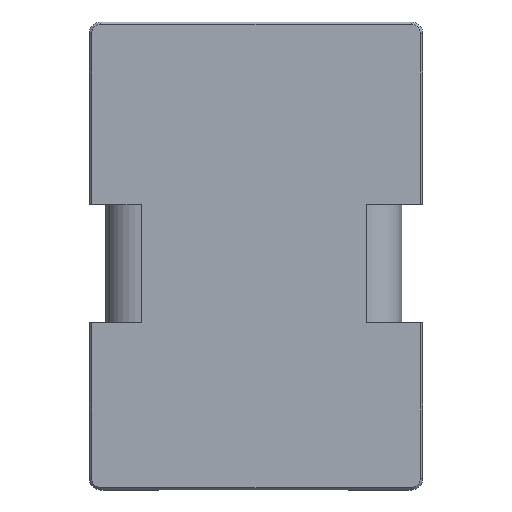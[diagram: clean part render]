
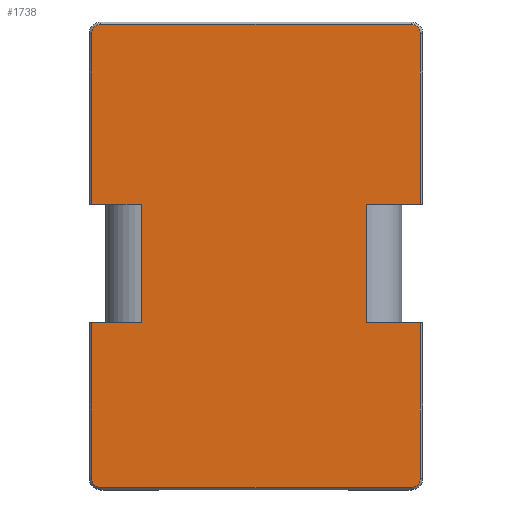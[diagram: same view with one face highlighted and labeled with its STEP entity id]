
A CAD part, top view. The second image highlights one B-rep face of the part: STEP entity #1738.
In plain terms, the highlighted planar face has unit normal (0, 0, 1).
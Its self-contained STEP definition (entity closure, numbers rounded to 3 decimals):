
#46=PLANE('',#1857);
#108=FACE_OUTER_BOUND('',#206,.T.);
#206=EDGE_LOOP('',(#1227,#1228,#1229,#1230,#1231,#1232,#1233,#1234,#1235,
#1236,#1237,#1238,#1239,#1240,#1241,#1242));
#298=CIRCLE('',#1845,0.8);
#300=CIRCLE('',#1848,0.8);
#304=CIRCLE('',#1858,0.8);
#305=CIRCLE('',#1859,0.8);
#368=LINE('',#2558,#566);
#370=LINE('',#2561,#568);
#374=LINE('',#2568,#572);
#380=LINE('',#2585,#578);
#385=LINE('',#2597,#583);
#386=LINE('',#2599,#584);
#387=LINE('',#2601,#585);
#388=LINE('',#2603,#586);
#389=LINE('',#2607,#587);
#390=LINE('',#2611,#588);
#391=LINE('',#2613,#589);
#392=LINE('',#2614,#590);
#566=VECTOR('',#2028,10.);
#568=VECTOR('',#2032,10.);
#572=VECTOR('',#2038,10.);
#578=VECTOR('',#2052,10.);
#583=VECTOR('',#2061,10.);
#584=VECTOR('',#2062,10.);
#585=VECTOR('',#2063,10.);
#586=VECTOR('',#2064,10.);
#587=VECTOR('',#2067,10.);
#588=VECTOR('',#2070,10.);
#589=VECTOR('',#2071,10.);
#590=VECTOR('',#2072,10.);
#759=VERTEX_POINT('',#2537);
#762=VERTEX_POINT('',#2542);
#763=VERTEX_POINT('',#2546);
#766=VERTEX_POINT('',#2551);
#768=VERTEX_POINT('',#2556);
#769=VERTEX_POINT('',#2564);
#777=VERTEX_POINT('',#2584);
#782=VERTEX_POINT('',#2596);
#783=VERTEX_POINT('',#2598);
#784=VERTEX_POINT('',#2600);
#785=VERTEX_POINT('',#2602);
#786=VERTEX_POINT('',#2604);
#787=VERTEX_POINT('',#2606);
#788=VERTEX_POINT('',#2608);
#789=VERTEX_POINT('',#2610);
#790=VERTEX_POINT('',#2612);
#930=EDGE_CURVE('',#762,#759,#298,.T.);
#934=EDGE_CURVE('',#766,#763,#300,.T.);
#936=EDGE_CURVE('',#768,#766,#368,.T.);
#938=EDGE_CURVE('',#763,#762,#370,.T.);
#942=EDGE_CURVE('',#759,#769,#374,.T.);
#950=EDGE_CURVE('',#777,#769,#380,.T.);
#956=EDGE_CURVE('',#768,#782,#385,.T.);
#957=EDGE_CURVE('',#782,#783,#386,.T.);
#958=EDGE_CURVE('',#784,#783,#387,.T.);
#959=EDGE_CURVE('',#785,#784,#388,.T.);
#960=EDGE_CURVE('',#786,#785,#304,.T.);
#961=EDGE_CURVE('',#787,#786,#389,.T.);
#962=EDGE_CURVE('',#788,#787,#305,.T.);
#963=EDGE_CURVE('',#789,#788,#390,.T.);
#964=EDGE_CURVE('',#789,#790,#391,.T.);
#965=EDGE_CURVE('',#777,#790,#392,.T.);
#1227=ORIENTED_EDGE('',*,*,#942,.F.);
#1228=ORIENTED_EDGE('',*,*,#930,.F.);
#1229=ORIENTED_EDGE('',*,*,#938,.F.);
#1230=ORIENTED_EDGE('',*,*,#934,.F.);
#1231=ORIENTED_EDGE('',*,*,#936,.F.);
#1232=ORIENTED_EDGE('',*,*,#956,.T.);
#1233=ORIENTED_EDGE('',*,*,#957,.T.);
#1234=ORIENTED_EDGE('',*,*,#958,.F.);
#1235=ORIENTED_EDGE('',*,*,#959,.F.);
#1236=ORIENTED_EDGE('',*,*,#960,.F.);
#1237=ORIENTED_EDGE('',*,*,#961,.F.);
#1238=ORIENTED_EDGE('',*,*,#962,.F.);
#1239=ORIENTED_EDGE('',*,*,#963,.F.);
#1240=ORIENTED_EDGE('',*,*,#964,.T.);
#1241=ORIENTED_EDGE('',*,*,#965,.F.);
#1242=ORIENTED_EDGE('',*,*,#950,.T.);
#1738=ADVANCED_FACE('',(#108),#46,.T.);
#1845=AXIS2_PLACEMENT_3D('',#2544,#2015,#2016);
#1848=AXIS2_PLACEMENT_3D('',#2553,#2023,#2024);
#1857=AXIS2_PLACEMENT_3D('',#2595,#2059,#2060);
#1858=AXIS2_PLACEMENT_3D('',#2605,#2065,#2066);
#1859=AXIS2_PLACEMENT_3D('',#2609,#2068,#2069);
#2015=DIRECTION('center_axis',(0.,0.,-1.));
#2016=DIRECTION('ref_axis',(0.707,0.707,0.));
#2023=DIRECTION('center_axis',(0.,0.,-1.));
#2024=DIRECTION('ref_axis',(-0.707,0.707,0.));
#2028=DIRECTION('',(0.,1.,0.));
#2032=DIRECTION('',(1.,0.,0.));
#2038=DIRECTION('',(0.,-1.,0.));
#2052=DIRECTION('',(1.,0.,0.));
#2059=DIRECTION('center_axis',(0.,0.,1.));
#2060=DIRECTION('ref_axis',(1.,0.,0.));
#2061=DIRECTION('',(1.,0.,0.));
#2062=DIRECTION('',(0.,-1.,0.));
#2063=DIRECTION('',(1.,0.,0.));
#2064=DIRECTION('',(0.,1.,0.));
#2065=DIRECTION('center_axis',(0.,0.,-1.));
#2066=DIRECTION('ref_axis',(-0.707,-0.707,0.));
#2067=DIRECTION('',(-1.,0.,0.));
#2068=DIRECTION('center_axis',(0.,0.,-1.));
#2069=DIRECTION('ref_axis',(0.707,-0.707,0.));
#2070=DIRECTION('',(0.,-1.,0.));
#2071=DIRECTION('',(-1.,0.,0.));
#2072=DIRECTION('',(0.,-1.,0.));
#2537=CARTESIAN_POINT('',(14.1,4.64,-14.6));
#2542=CARTESIAN_POINT('',(13.3,5.44,-14.6));
#2544=CARTESIAN_POINT('Origin',(13.3,4.64,-14.6));
#2546=CARTESIAN_POINT('',(-12.9,5.44,-14.6));
#2551=CARTESIAN_POINT('',(-13.7,4.64,-14.6));
#2553=CARTESIAN_POINT('Origin',(-12.9,4.64,-14.6));
#2556=CARTESIAN_POINT('',(-13.7,-9.79,-14.6));
#2558=CARTESIAN_POINT('',(-13.7,-12.79,-14.6));
#2561=CARTESIAN_POINT('',(-6.3,5.44,-14.6));
#2564=CARTESIAN_POINT('',(14.1,-9.79,-14.6));
#2568=CARTESIAN_POINT('',(14.1,-29.76,-14.6));
#2584=CARTESIAN_POINT('',(9.5,-9.79,-14.6));
#2585=CARTESIAN_POINT('',(-0.05,-9.79,-14.6));
#2595=CARTESIAN_POINT('Origin',(-12.6,-29.76,-14.6));
#2596=CARTESIAN_POINT('',(-9.5,-9.79,-14.6));
#2597=CARTESIAN_POINT('',(-17.075,-9.79,-14.6));
#2598=CARTESIAN_POINT('',(-9.5,-19.79,-14.6));
#2599=CARTESIAN_POINT('',(-9.5,-11.79,-14.6));
#2600=CARTESIAN_POINT('',(-13.7,-19.79,-14.6));
#2601=CARTESIAN_POINT('',(-12.55,-19.79,-14.6));
#2602=CARTESIAN_POINT('',(-13.7,-32.9,-14.6));
#2603=CARTESIAN_POINT('',(-13.7,-12.79,-14.6));
#2604=CARTESIAN_POINT('',(-12.9,-33.7,-14.6));
#2605=CARTESIAN_POINT('Origin',(-12.9,-32.9,-14.6));
#2606=CARTESIAN_POINT('',(13.3,-33.7,-14.6));
#2607=CARTESIAN_POINT('',(-12.6,-33.7,-14.6));
#2608=CARTESIAN_POINT('',(14.1,-32.9,-14.6));
#2609=CARTESIAN_POINT('Origin',(13.3,-32.9,-14.6));
#2610=CARTESIAN_POINT('',(14.1,-19.79,-14.6));
#2611=CARTESIAN_POINT('',(14.1,-29.76,-14.6));
#2612=CARTESIAN_POINT('',(9.5,-19.79,-14.6));
#2613=CARTESIAN_POINT('',(-12.55,-19.79,-14.6));
#2614=CARTESIAN_POINT('',(9.5,-11.79,-14.6));
